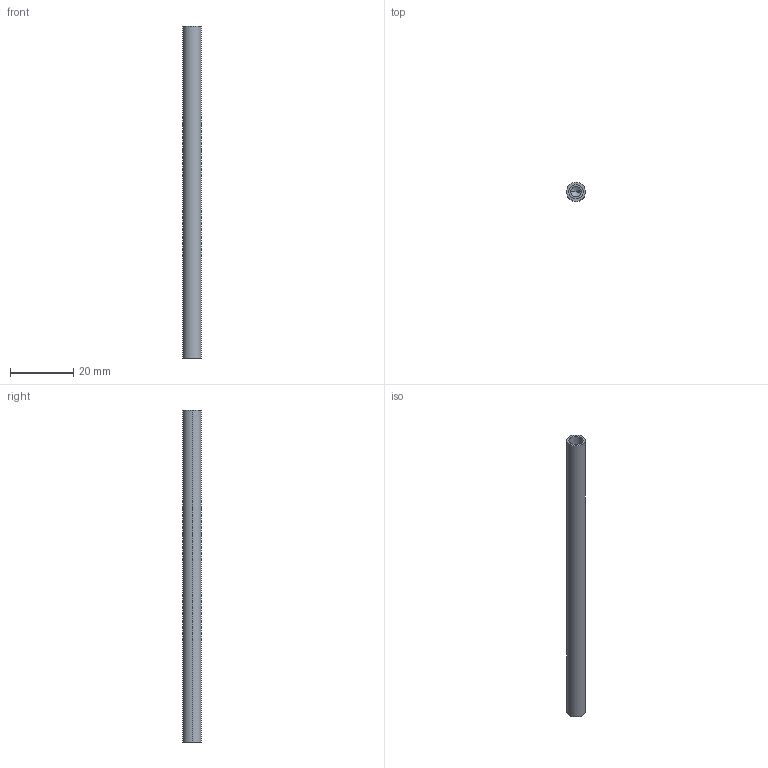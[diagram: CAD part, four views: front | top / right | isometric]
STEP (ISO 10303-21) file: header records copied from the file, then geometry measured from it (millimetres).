
FILE_DESCRIPTION (( 'STEP AP203' ), '1' );
FILE_NAME ('ID57-1415_Rallonge rupteur_A.STEP', '2021-11-25T22:22:20', ( '' ), ( '' ), 'SwSTEP 2.0', 'SolidWorks 2018', '' );
FILE_SCHEMA (( 'CONFIG_CONTROL_DESIGN' ));
Length unit declared in the file: millimetre
Products named in the file (1): ID57-1415_Rallonge rupteur_A
Bounding box: 6 x 6 x 105 mm (x, y, z)
Volume: 2774.3 mm3; surface area: 2252.1 mm2
Topology: 1 solids, 1 shells, 15 faces, 32 edges, 18 vertices
Faces by surface type: cylinder 8, cone 4, plane 3
Entity records: 459 total; most frequent: DIRECTION 76, CARTESIAN_POINT 62, ORIENTED_EDGE 56, AXIS2_PLACEMENT_3D 32, EDGE_CURVE 28, EDGE_LOOP 18, VERTEX_POINT 18, CIRCLE 16
